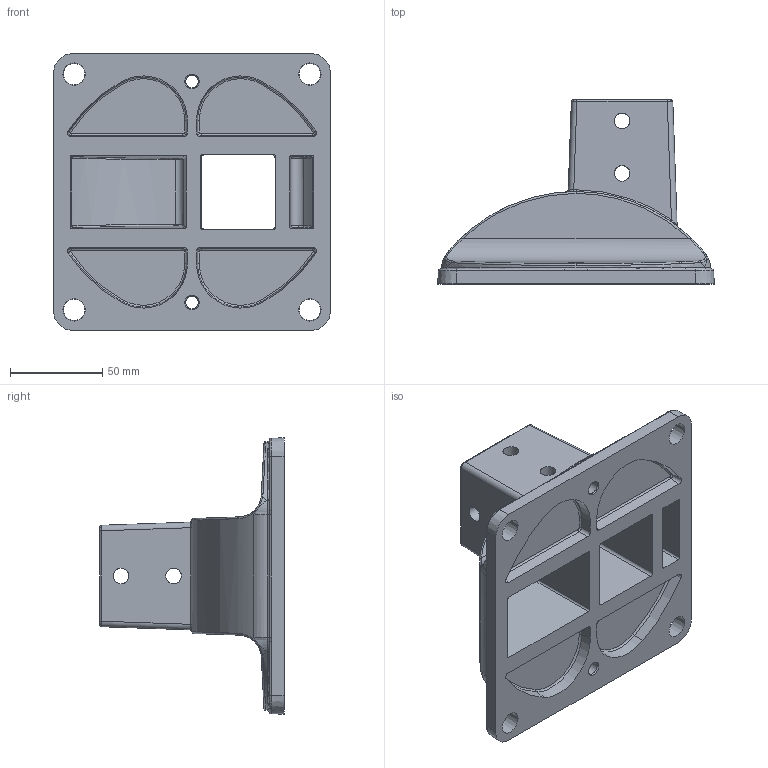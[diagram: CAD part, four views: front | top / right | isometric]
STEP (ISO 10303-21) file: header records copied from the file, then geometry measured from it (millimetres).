
FILE_DESCRIPTION(/* description */ ('KriTec Pfostenkonsole 10 40x40'),/* implementation_level */ '2;1');
FILE_NAME(/* name */ '22696_KriTec_Pfostenkonsole_10_40x40.stp',/* time_stamp */ '2021-12-17T14:00:57+01:00',/* author */ ('Nell'),/* organization */ (''),/* preprocessor_version */ 'ST-DEVELOPER v17',/* originating_system */ 'Autodesk Inventor 2018',/* authorisation */ '');
FILE_SCHEMA (('AUTOMOTIVE_DESIGN { 1 0 10303 214 3 1 1 }'));
Length unit declared in the file: millimetre
Products named in the file (1): 22696
Bounding box: 150 x 100 x 150 mm (x, y, z)
Volume: 378767.5 mm3; surface area: 96844.5 mm2
Topology: 1 solids, 1 shells, 243 faces, 605 edges, 371 vertices
Faces by surface type: bspline 78, cylinder 71, plane 52, cone 24, torus 14, sphere 4
Full cylindrical faces by diameter (mm): 6.8 x2, 8.5 x8
Entity records: 12002 total; most frequent: CARTESIAN_POINT 6516, ORIENTED_EDGE 1210, DIRECTION 1062, EDGE_CURVE 605, AXIS2_PLACEMENT_3D 428, VERTEX_POINT 371, EDGE_LOOP 280, FACE_OUTER_BOUND 243
